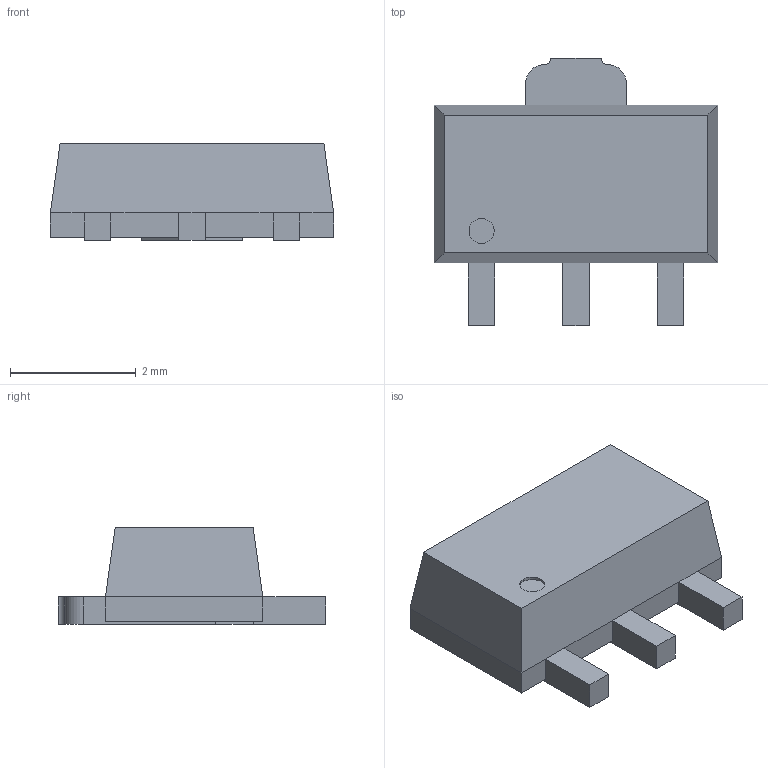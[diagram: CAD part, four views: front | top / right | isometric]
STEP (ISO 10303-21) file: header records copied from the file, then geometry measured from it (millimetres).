
FILE_DESCRIPTION(('FreeCAD Model'),'2;1');
FILE_NAME('Fusion.step','2018-01-18T08:44:45',( 'kicad StepUp'),('ksu MCAD'),'Open CASCADE STEP processor 6.8', 'FreeCAD','Unknown');
FILE_SCHEMA(('AUTOMOTIVE_DESIGN_CC2 { 1 2 10303 214 -1 1 5 4 }'));
Length unit declared in the file: millimetre
Products named in the file (2): ASSEMBLY; Fusion
Assembly tree (1 placements, depth 2):
  ASSEMBLY
    Fusion
Bounding box: 4.5 x 4.25 x 1.54 mm (x, y, z)
Volume: 16.8 mm3; surface area: 49.1 mm2
Topology: 1 solids, 1 shells, 45 faces, 114 edges, 72 vertices
Faces by surface type: plane 39, cylinder 6
Entity records: 1670 total; most frequent: CARTESIAN_POINT 233, ORIENTED_EDGE 228, DIRECTION 220, EDGE_CURVE 114, LINE 102, VECTOR 102, VERTEX_POINT 72, AXIS2_PLACEMENT_3D 59
